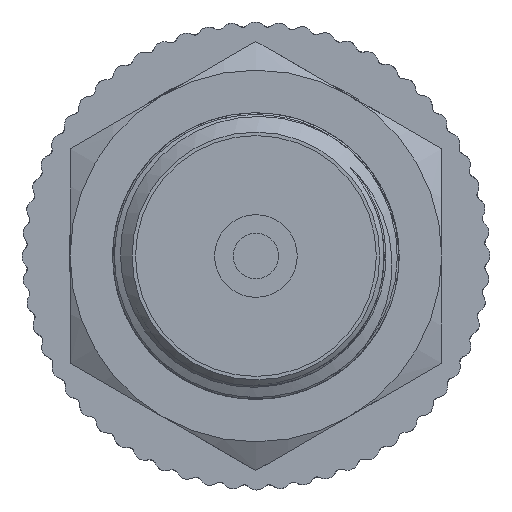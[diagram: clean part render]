
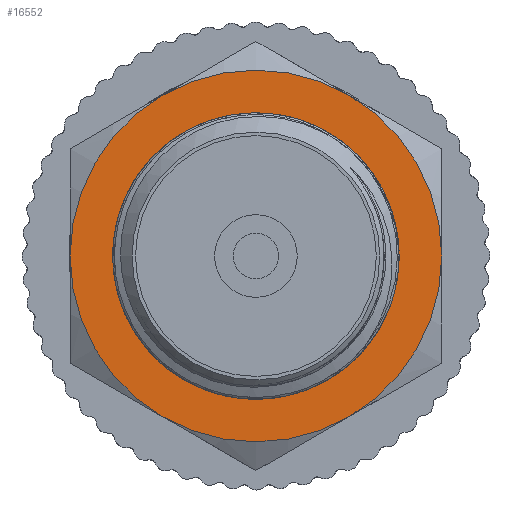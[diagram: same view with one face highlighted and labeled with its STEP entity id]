
A CAD part, left-side view. The second image highlights one B-rep face of the part: STEP entity #16552.
In plain terms, the highlighted face is planar.
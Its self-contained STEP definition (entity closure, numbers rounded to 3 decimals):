
#225=FACE_BOUND('',#2852,.T.);
#940=PLANE('',#17369);
#1889=FACE_OUTER_BOUND('',#2851,.T.);
#2851=EDGE_LOOP('',(#15467));
#2852=EDGE_LOOP('',(#15468));
#3151=CIRCLE('',#17368,13.5);
#3152=CIRCLE('',#17370,10.);
#7931=VERTEX_POINT('',#53826);
#7932=VERTEX_POINT('',#53830);
#10447=EDGE_CURVE('',#7931,#7931,#3151,.T.);
#10449=EDGE_CURVE('',#7932,#7932,#3152,.T.);
#15467=ORIENTED_EDGE('',*,*,#10447,.T.);
#15468=ORIENTED_EDGE('',*,*,#10449,.F.);
#16552=ADVANCED_FACE('',(#1889,#225),#940,.T.);
#17368=AXIS2_PLACEMENT_3D('',#53827,#19801,#19802);
#17369=AXIS2_PLACEMENT_3D('',#53829,#19804,#19805);
#17370=AXIS2_PLACEMENT_3D('',#53831,#19806,#19807);
#19801=DIRECTION('center_axis',(1.,0.,0.));
#19802=DIRECTION('ref_axis',(0.,0.,-1.));
#19804=DIRECTION('center_axis',(1.,0.,0.));
#19805=DIRECTION('ref_axis',(0.,0.,-1.));
#19806=DIRECTION('center_axis',(1.,0.,0.));
#19807=DIRECTION('ref_axis',(0.,0.,-1.));
#53826=CARTESIAN_POINT('',(-17.,-13.5,0.));
#53827=CARTESIAN_POINT('Origin',(-17.,0.,0.));
#53829=CARTESIAN_POINT('Origin',(-17.,10.,0.));
#53830=CARTESIAN_POINT('',(-17.,0.,10.));
#53831=CARTESIAN_POINT('Origin',(-17.,0.,0.));
